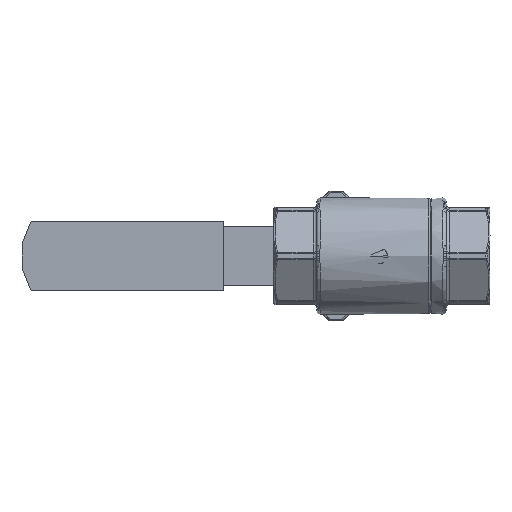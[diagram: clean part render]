
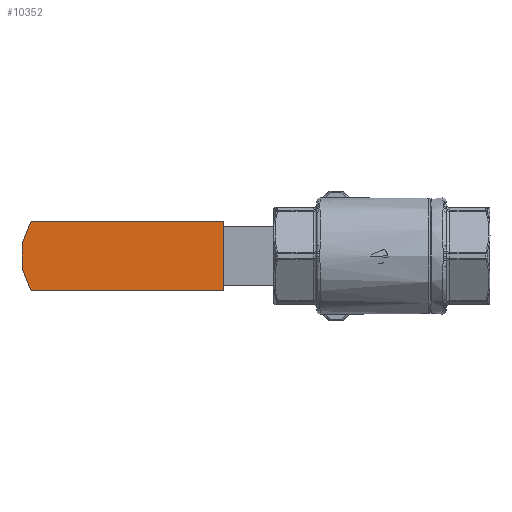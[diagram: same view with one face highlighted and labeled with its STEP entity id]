
A CAD part, front view. The second image highlights one B-rep face of the part: STEP entity #10352.
In plain terms, the highlighted planar face has unit normal (0, -1, 0).
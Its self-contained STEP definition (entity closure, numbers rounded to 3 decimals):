
#1752=FACE_OUTER_BOUND('',#2487,.T.);
#2487=EDGE_LOOP('',(#9378,#9379,#9380,#9381));
#3162=CIRCLE('',#11459,18.5);
#3577=LINE('',#36613,#3992);
#3582=LINE('',#36622,#3997);
#3583=LINE('',#36625,#3998);
#3992=VECTOR('',#14024,20.);
#3997=VECTOR('',#14031,55.512);
#3998=VECTOR('',#14034,55.512);
#4880=VERTEX_POINT('',#36611);
#4881=VERTEX_POINT('',#36612);
#4884=VERTEX_POINT('',#36621);
#4885=VERTEX_POINT('',#36623);
#6390=EDGE_CURVE('',#4880,#4881,#3577,.T.);
#6395=EDGE_CURVE('',#4884,#4880,#3582,.T.);
#6396=EDGE_CURVE('',#4885,#4884,#3162,.T.);
#6397=EDGE_CURVE('',#4881,#4885,#3583,.T.);
#9378=ORIENTED_EDGE('',*,*,#6390,.F.);
#9379=ORIENTED_EDGE('',*,*,#6395,.F.);
#9380=ORIENTED_EDGE('',*,*,#6396,.F.);
#9381=ORIENTED_EDGE('',*,*,#6397,.F.);
#9685=PLANE('',#11458);
#10352=ADVANCED_FACE('',(#1752),#9685,.F.);
#11458=AXIS2_PLACEMENT_3D('',#36620,#14029,#14030);
#11459=AXIS2_PLACEMENT_3D('',#36624,#14032,#14033);
#14024=DIRECTION('',(0.,0.,-1.));
#14029=DIRECTION('center_axis',(0.,1.,0.));
#14030=DIRECTION('ref_axis',(-1.,0.,0.));
#14031=DIRECTION('',(1.,0.,0.));
#14032=DIRECTION('center_axis',(0.,1.,0.));
#14033=DIRECTION('ref_axis',(-0.841,0.,-0.541));
#14034=DIRECTION('',(-1.,0.,0.));
#36611=CARTESIAN_POINT('',(-45.052,48.25,10.));
#36612=CARTESIAN_POINT('',(-45.052,48.25,-10.));
#36613=CARTESIAN_POINT('',(-45.052,48.25,10.));
#36620=CARTESIAN_POINT('Origin',(0.,48.25,108.255));
#36621=CARTESIAN_POINT('',(-100.564,48.25,10.));
#36622=CARTESIAN_POINT('',(-100.564,48.25,10.));
#36623=CARTESIAN_POINT('',(-100.564,48.25,-10.));
#36624=CARTESIAN_POINT('Origin',(-85.,48.25,0.));
#36625=CARTESIAN_POINT('',(-45.052,48.25,-10.));
